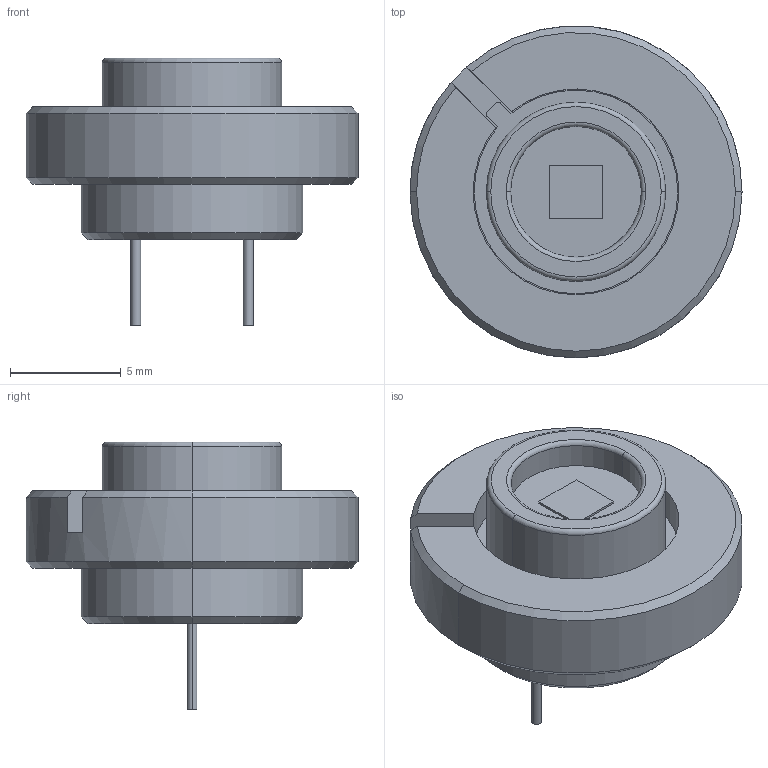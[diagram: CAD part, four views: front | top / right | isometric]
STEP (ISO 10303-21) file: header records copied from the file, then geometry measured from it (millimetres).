
FILE_DESCRIPTION((''),'2;1');
FILE_NAME('A19-009P-4400_UV_PD_ARRAY_UNIT_ASM','2024-02-14T08:01:54',('ATIK-YJLEE-PC'),(''),'CREO PARAMETRIC BY PTC INC, 2022124','CREO PARAMETRIC BY PTC INC, 2022124','');
FILE_SCHEMA(('CONFIG_CONTROL_DESIGN'));
Length unit declared in the file: millimetre
Products named in the file (3): A19-009P-4401_UV_PD_MOUNT_ADAPT; S12698-01; A19-009P-4400_UV_PD_ARRAY_UNIT_ASM
Assembly tree (2 placements, depth 2):
  A19-009P-4400_UV_PD_ARRAY_UNIT_ASM
    A19-009P-4401_UV_PD_MOUNT_ADAPT
    S12698-01
Bounding box: 15 x 15 x 12.1 mm (x, y, z)
Volume: 819.5 mm3; surface area: 957.7 mm2
Topology: 2 solids, 2 shells, 59 faces, 134 edges, 86 vertices
Faces by surface type: cylinder 27, plane 21, cone 7, torus 4
Entity records: 1781 total; most frequent: DIRECTION 331, CARTESIAN_POINT 294, ORIENTED_EDGE 268, AXIS2_PLACEMENT_3D 135, EDGE_CURVE 134, VERTEX_POINT 86, CIRCLE 71, EDGE_LOOP 70
